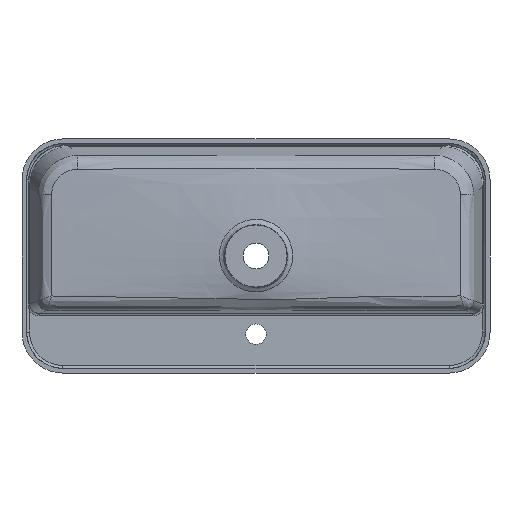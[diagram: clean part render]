
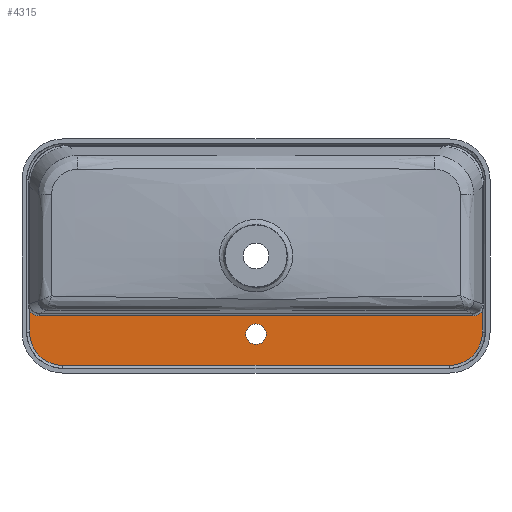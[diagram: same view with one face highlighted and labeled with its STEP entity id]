
A CAD part, front view. The second image highlights one B-rep face of the part: STEP entity #4315.
In plain terms, the highlighted planar face has unit normal (0, -1, 0).
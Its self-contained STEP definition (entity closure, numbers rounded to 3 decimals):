
#3 = DIRECTION ( 'NONE',  ( 0., 0., 1. ) ) ;
#94 =( BOUNDED_CURVE ( )  B_SPLINE_CURVE ( 3, ( #11043, #12000, #10915, #1302 ),
 .UNSPECIFIED., .F., .F. ) 
 B_SPLINE_CURVE_WITH_KNOTS ( ( 4, 4 ),
 ( 2.357, 3.926 ),
 .UNSPECIFIED. ) 
 CURVE ( )  GEOMETRIC_REPRESENTATION_ITEM ( )  RATIONAL_B_SPLINE_CURVE ( ( 1., 0.805, 0.805, 1. ) ) 
 REPRESENTATION_ITEM ( '' )  );
#543 = CARTESIAN_POINT ( 'NONE',  ( 386.994, -35., -94.389 ) ) ;
#761 = CARTESIAN_POINT ( 'NONE',  ( 382.916, -35., -99.508 ) ) ;
#1033 = CARTESIAN_POINT ( 'NONE',  ( -382.916, -35., -99.508 ) ) ;
#1074 =( BOUNDED_CURVE ( )  B_SPLINE_CURVE ( 3, ( #2560, #761, #8644, #1602 ),
 .UNSPECIFIED., .F., .F. ) 
 B_SPLINE_CURVE_WITH_KNOTS ( ( 4, 4 ),
 ( 0.345, 1.244 ),
 .UNSPECIFIED. ) 
 CURVE ( )  GEOMETRIC_REPRESENTATION_ITEM ( )  RATIONAL_B_SPLINE_CURVE ( ( 1., 0.934, 0.934, 1. ) ) 
 REPRESENTATION_ITEM ( '' )  );
#1121 = EDGE_CURVE ( 'NONE', #3541, #3885, #2774, .T. ) ;
#1302 = CARTESIAN_POINT ( 'NONE',  ( -330.029, -35., -186.994 ) ) ;
#1414 = CIRCLE ( 'NONE', #10410, 17.5 ) ;
#1549 = CARTESIAN_POINT ( 'NONE',  ( 363.407, -35., -186.994 ) ) ;
#1602 = CARTESIAN_POINT ( 'NONE',  ( 370.166, -35., -102.35 ) ) ;
#1958 = CARTESIAN_POINT ( 'NONE',  ( 386.994, -35., -163.407 ) ) ;
#2220 = VECTOR ( 'NONE', #2891, 1000. ) ;
#2234 = ORIENTED_EDGE ( 'NONE', *, *, #6889, .T. ) ;
#2251 = CARTESIAN_POINT ( 'NONE',  ( -386.994, -35., -130.029 ) ) ;
#2320 = VERTEX_POINT ( 'NONE', #3210 ) ;
#2371 = CARTESIAN_POINT ( 'NONE',  ( -371.389, -35., -102.35 ) ) ;
#2560 = CARTESIAN_POINT ( 'NONE',  ( 386.994, -35., -94.389 ) ) ;
#2774 = LINE ( 'NONE', #12525, #11870 ) ;
#2860 = DIRECTION ( 'NONE',  ( 0., 0., -1. ) ) ;
#2891 = DIRECTION ( 'NONE',  ( 1., 0., 0. ) ) ;
#3210 = CARTESIAN_POINT ( 'NONE',  ( -386.994, -35., -94.389 ) ) ;
#3541 = VERTEX_POINT ( 'NONE', #11128 ) ;
#3561 = ORIENTED_EDGE ( 'NONE', *, *, #6499, .T. ) ;
#3650 = CARTESIAN_POINT ( 'NONE',  ( -330.029, -35., -186.994 ) ) ;
#3690 = ORIENTED_EDGE ( 'NONE', *, *, #9735, .T. ) ;
#3749 = CARTESIAN_POINT ( 'NONE',  ( 386.994, -35., -130.029 ) ) ;
#3885 = VERTEX_POINT ( 'NONE', #543 ) ;
#4314 = CARTESIAN_POINT ( 'NONE',  ( -370.166, -35., -102.35 ) ) ;
#4315 = ADVANCED_FACE ( 'NONE', ( #6959, #10669 ), #9833, .F. ) ;
#4779 = VERTEX_POINT ( 'NONE', #10351 ) ;
#4790 = ORIENTED_EDGE ( 'NONE', *, *, #5017, .T. ) ;
#4901 = CARTESIAN_POINT ( 'NONE',  ( 330.029, -35., -186.994 ) ) ;
#5017 = EDGE_CURVE ( 'NONE', #12353, #11581, #94, .T. ) ;
#5558 = LINE ( 'NONE', #12611, #10700 ) ;
#6055 = CARTESIAN_POINT ( 'NONE',  ( 330.029, -35., -186.994 ) ) ;
#6264 = EDGE_LOOP ( 'NONE', ( #11069, #11169, #3561, #2234, #7296, #8970, #4790, #9418 ) ) ;
#6287 = DIRECTION ( 'NONE',  ( -1., 0., 0. ) ) ;
#6481 = VERTEX_POINT ( 'NONE', #6727 ) ;
#6483 = AXIS2_PLACEMENT_3D ( 'NONE', #10865, #8945, #7722 ) ;
#6499 = EDGE_CURVE ( 'NONE', #3885, #4779, #1074, .T. ) ;
#6555 = CARTESIAN_POINT ( 'NONE',  ( 329.86, -35., -186.994 ) ) ;
#6727 = CARTESIAN_POINT ( 'NONE',  ( 0., -35., -116.105 ) ) ;
#6889 = EDGE_CURVE ( 'NONE', #4779, #11977, #8340, .T. ) ;
#6959 = FACE_BOUND ( 'NONE', #8558, .T. ) ;
#7296 = ORIENTED_EDGE ( 'NONE', *, *, #9639, .T. ) ;
#7522 = LINE ( 'NONE', #6555, #2220 ) ;
#7722 = DIRECTION ( 'NONE',  ( 0., 0., 1. ) ) ;
#7759 = CARTESIAN_POINT ( 'NONE',  ( 0., -35., -133.605 ) ) ;
#7856 = EDGE_CURVE ( 'NONE', #2320, #12353, #5558, .T. ) ;
#8340 = LINE ( 'NONE', #2371, #9706 ) ;
#8558 = EDGE_LOOP ( 'NONE', ( #3690 ) ) ;
#8644 = CARTESIAN_POINT ( 'NONE',  ( 376.909, -35., -102.35 ) ) ;
#8724 = CARTESIAN_POINT ( 'NONE',  ( -370.166, -35., -102.35 ) ) ;
#8789 = CARTESIAN_POINT ( 'NONE',  ( -376.909, -35., -102.35 ) ) ;
#8945 = DIRECTION ( 'NONE',  ( 0., 1., 0. ) ) ;
#8970 = ORIENTED_EDGE ( 'NONE', *, *, #7856, .T. ) ;
#9418 = ORIENTED_EDGE ( 'NONE', *, *, #10898, .T. ) ;
#9639 = EDGE_CURVE ( 'NONE', #11977, #2320, #12591, .T. ) ;
#9706 = VECTOR ( 'NONE', #6287, 1000. ) ;
#9735 = EDGE_CURVE ( 'NONE', #6481, #6481, #1414, .T. ) ;
#9833 = PLANE ( 'NONE',  #6483 ) ;
#10027 = EDGE_CURVE ( 'NONE', #10360, #3541, #10381, .T. ) ;
#10351 = CARTESIAN_POINT ( 'NONE',  ( 370.166, -35., -102.35 ) ) ;
#10360 = VERTEX_POINT ( 'NONE', #6055 ) ;
#10381 =( BOUNDED_CURVE ( )  B_SPLINE_CURVE ( 3, ( #4901, #1549, #1958, #3749 ),
 .UNSPECIFIED., .F., .F. ) 
 B_SPLINE_CURVE_WITH_KNOTS ( ( 4, 4 ),
 ( 2.357, 3.926 ),
 .UNSPECIFIED. ) 
 CURVE ( )  GEOMETRIC_REPRESENTATION_ITEM ( )  RATIONAL_B_SPLINE_CURVE ( ( 1., 0.805, 0.805, 1. ) ) 
 REPRESENTATION_ITEM ( '' )  );
#10410 = AXIS2_PLACEMENT_3D ( 'NONE', #7759, #11730, #3 ) ;
#10669 = FACE_OUTER_BOUND ( 'NONE', #6264, .T. ) ;
#10700 = VECTOR ( 'NONE', #2860, 1000. ) ;
#10771 = CARTESIAN_POINT ( 'NONE',  ( -386.994, -35., -94.389 ) ) ;
#10865 = CARTESIAN_POINT ( 'NONE',  ( 0., -35., 0. ) ) ;
#10898 = EDGE_CURVE ( 'NONE', #11581, #10360, #7522, .T. ) ;
#10915 = CARTESIAN_POINT ( 'NONE',  ( -363.407, -35., -186.994 ) ) ;
#11043 = CARTESIAN_POINT ( 'NONE',  ( -386.994, -35., -130.029 ) ) ;
#11069 = ORIENTED_EDGE ( 'NONE', *, *, #10027, .T. ) ;
#11128 = CARTESIAN_POINT ( 'NONE',  ( 386.994, -35., -130.029 ) ) ;
#11169 = ORIENTED_EDGE ( 'NONE', *, *, #1121, .T. ) ;
#11492 = DIRECTION ( 'NONE',  ( 0., 0., 1. ) ) ;
#11581 = VERTEX_POINT ( 'NONE', #3650 ) ;
#11730 = DIRECTION ( 'NONE',  ( 0., 1., 0. ) ) ;
#11870 = VECTOR ( 'NONE', #11492, 1000. ) ;
#11977 = VERTEX_POINT ( 'NONE', #4314 ) ;
#12000 = CARTESIAN_POINT ( 'NONE',  ( -386.994, -35., -163.407 ) ) ;
#12353 = VERTEX_POINT ( 'NONE', #2251 ) ;
#12525 = CARTESIAN_POINT ( 'NONE',  ( 386.994, -35., 129.86 ) ) ;
#12591 =( BOUNDED_CURVE ( )  B_SPLINE_CURVE ( 3, ( #8724, #8789, #1033, #10771 ),
 .UNSPECIFIED., .F., .F. ) 
 B_SPLINE_CURVE_WITH_KNOTS ( ( 4, 4 ),
 ( 1.898, 2.797 ),
 .UNSPECIFIED. ) 
 CURVE ( )  GEOMETRIC_REPRESENTATION_ITEM ( )  RATIONAL_B_SPLINE_CURVE ( ( 1., 0.934, 0.934, 1. ) ) 
 REPRESENTATION_ITEM ( '' )  );
#12611 = CARTESIAN_POINT ( 'NONE',  ( -386.994, -35., -129.86 ) ) ;
